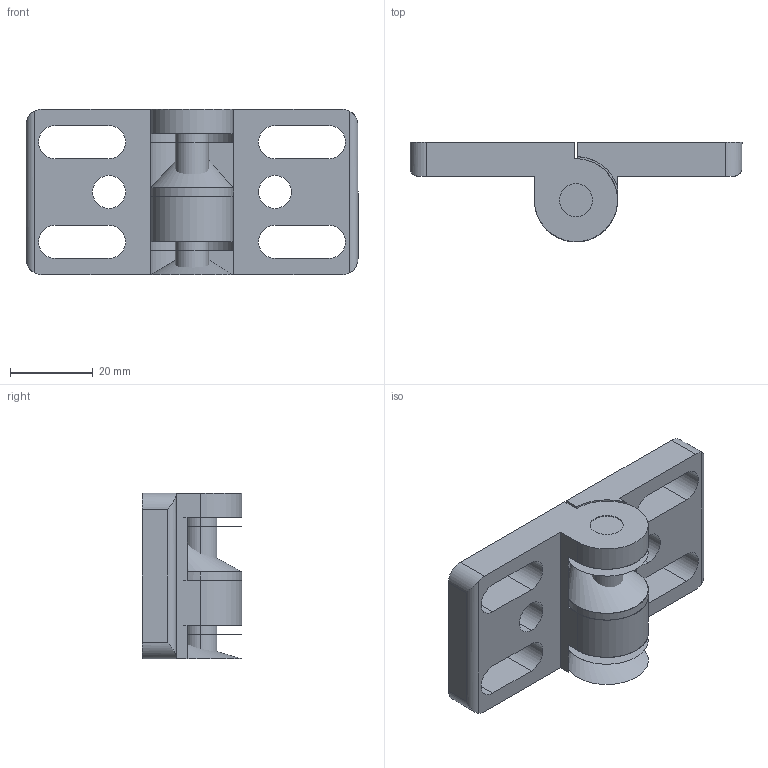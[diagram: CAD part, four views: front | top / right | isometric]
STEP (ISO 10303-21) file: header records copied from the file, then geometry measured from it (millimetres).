
FILE_DESCRIPTION (( 'STEP AP214' ), '1' );
FILE_NAME ('Transept Giltec-SCH840ZN.STEP', '2012-07-20T09:42:30', ( 'SysAdmin' ), ( 'SolidWorks' ), 'SwSTEP 2.0', 'SolidWorks 2012', '' );
FILE_SCHEMA (( 'AUTOMOTIVE_DESIGN' ));
Length unit declared in the file: millimetre
Products named in the file (1): Transept Giltec-SCH840ZN
Bounding box: 80 x 24 x 40 mm (x, y, z)
Surface area: 16732.7 mm2 (no closed solid volume)
Topology: 0 solids, 2 shells, 69 faces, 222 edges, 149 vertices
Faces by surface type: plane 36, cylinder 33
Full cylindrical faces by diameter (mm): 20 x1
Entity records: 4620 total; most frequent: CARTESIAN_POINT 2661, ORIENTED_EDGE 399, DIRECTION 370, EDGE_CURVE 220, VERTEX_POINT 152, AXIS2_PLACEMENT_3D 135, VECTOR 100, LINE 100
